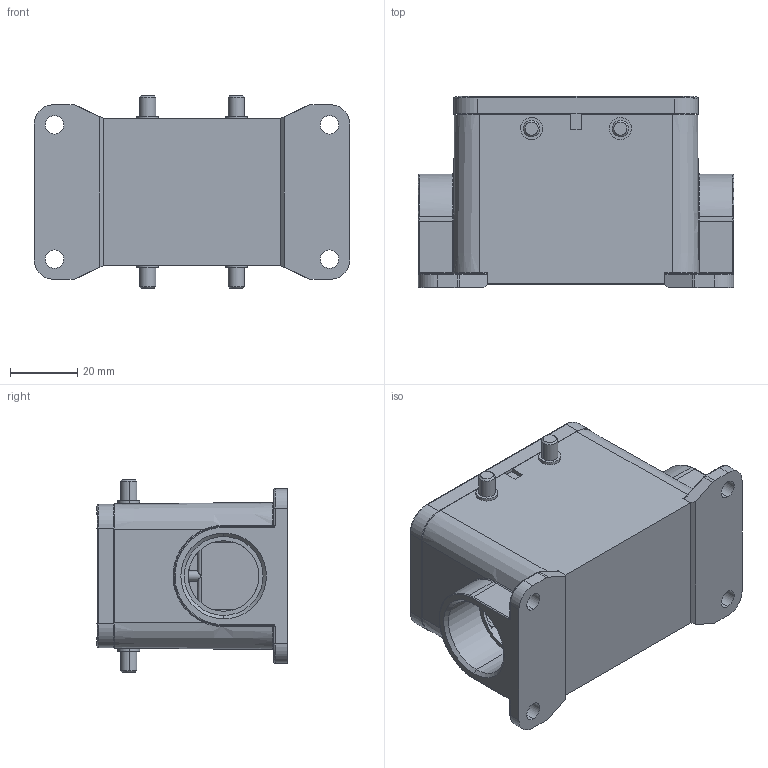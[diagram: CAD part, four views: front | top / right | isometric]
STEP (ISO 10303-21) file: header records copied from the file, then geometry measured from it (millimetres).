
FILE_DESCRIPTION (( 'STEP AP203' ), '1' );
FILE_NAME ('HV10B-SF-4B-M25.STP', '2017-08-20T10:27:53', ( '微软用户' ), ( '微软中国' ), 'SwSTEP 2.0', 'SolidWorks 2012', '' );
FILE_SCHEMA (( 'CONFIG_CONTROL_DESIGN' ));
Length unit declared in the file: millimetre
Products named in the file (1): HV10B-SF-4B-M25
Bounding box: 94 x 56.88 x 57.51 mm (x, y, z)
Volume: 71762.3 mm3; surface area: 37084.8 mm2
Topology: 1 solids, 1 shells, 405 faces, 992 edges, 601 vertices
Faces by surface type: cylinder 170, plane 133, bspline 66, cone 24, torus 12
Entity records: 15409 total; most frequent: CARTESIAN_POINT 6364, ORIENTED_EDGE 1964, DIRECTION 1755, EDGE_CURVE 982, AXIS2_PLACEMENT_3D 657, VERTEX_POINT 601, LINE 441, VECTOR 441
